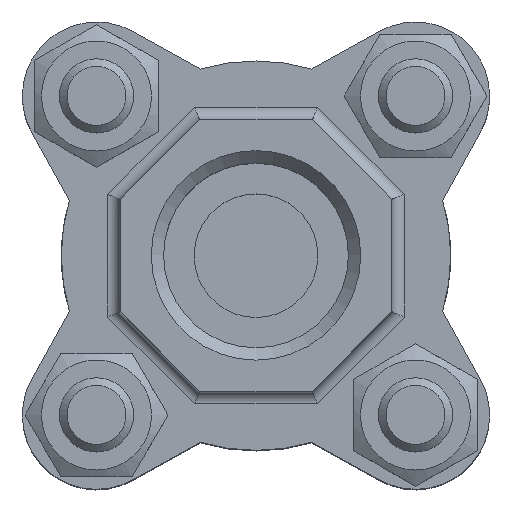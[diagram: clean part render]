
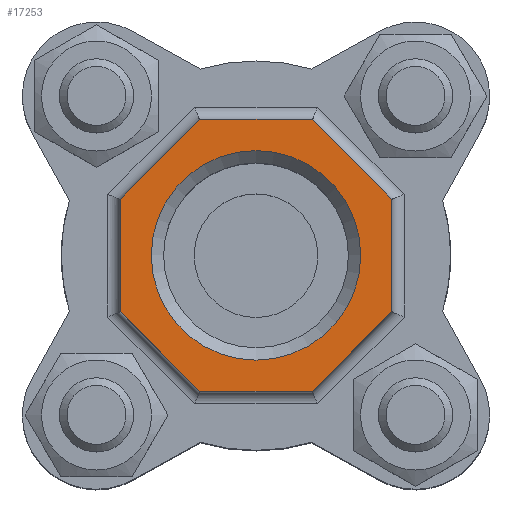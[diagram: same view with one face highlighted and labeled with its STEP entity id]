
A CAD part, top view. The second image highlights one B-rep face of the part: STEP entity #17253.
In plain terms, the highlighted planar face has unit normal (0, 0, 1).
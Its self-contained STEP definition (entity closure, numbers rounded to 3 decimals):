
#269=FACE_BOUND('',#2738,.T.);
#945=PLANE('',#17874);
#1759=FACE_OUTER_BOUND('',#2737,.T.);
#2737=EDGE_LOOP('',(#14318,#14319,#14320,#14321,#14322,#14323,#14324,#14325));
#2738=EDGE_LOOP('',(#14326));
#3077=CIRCLE('',#17868,8.475);
#5057=LINE('',#31300,#6333);
#5058=LINE('',#31302,#6334);
#5059=LINE('',#31304,#6335);
#5060=LINE('',#31306,#6336);
#5061=LINE('',#31308,#6337);
#5062=LINE('',#31310,#6338);
#5063=LINE('',#31312,#6339);
#5064=LINE('',#31313,#6340);
#6333=VECTOR('',#20024,10.);
#6334=VECTOR('',#20025,10.);
#6335=VECTOR('',#20026,10.);
#6336=VECTOR('',#20027,10.);
#6337=VECTOR('',#20028,10.);
#6338=VECTOR('',#20029,10.);
#6339=VECTOR('',#20030,10.);
#6340=VECTOR('',#20031,10.);
#7829=VERTEX_POINT('',#31284);
#7834=VERTEX_POINT('',#31298);
#7835=VERTEX_POINT('',#31299);
#7836=VERTEX_POINT('',#31301);
#7837=VERTEX_POINT('',#31303);
#7838=VERTEX_POINT('',#31305);
#7839=VERTEX_POINT('',#31307);
#7840=VERTEX_POINT('',#31309);
#7841=VERTEX_POINT('',#31311);
#10050=EDGE_CURVE('',#7829,#7829,#3077,.T.);
#10057=EDGE_CURVE('',#7834,#7835,#5057,.T.);
#10058=EDGE_CURVE('',#7835,#7836,#5058,.T.);
#10059=EDGE_CURVE('',#7836,#7837,#5059,.T.);
#10060=EDGE_CURVE('',#7837,#7838,#5060,.T.);
#10061=EDGE_CURVE('',#7838,#7839,#5061,.T.);
#10062=EDGE_CURVE('',#7839,#7840,#5062,.T.);
#10063=EDGE_CURVE('',#7840,#7841,#5063,.T.);
#10064=EDGE_CURVE('',#7841,#7834,#5064,.T.);
#14318=ORIENTED_EDGE('',*,*,#10057,.T.);
#14319=ORIENTED_EDGE('',*,*,#10058,.T.);
#14320=ORIENTED_EDGE('',*,*,#10059,.T.);
#14321=ORIENTED_EDGE('',*,*,#10060,.T.);
#14322=ORIENTED_EDGE('',*,*,#10061,.T.);
#14323=ORIENTED_EDGE('',*,*,#10062,.T.);
#14324=ORIENTED_EDGE('',*,*,#10063,.T.);
#14325=ORIENTED_EDGE('',*,*,#10064,.T.);
#14326=ORIENTED_EDGE('',*,*,#10050,.F.);
#17253=ADVANCED_FACE('',(#1759,#269),#945,.T.);
#17868=AXIS2_PLACEMENT_3D('',#31285,#20008,#20009);
#17874=AXIS2_PLACEMENT_3D('',#31297,#20022,#20023);
#20008=DIRECTION('center_axis',(0.,0.,1.));
#20009=DIRECTION('ref_axis',(1.,0.,0.));
#20022=DIRECTION('center_axis',(0.,0.,1.));
#20023=DIRECTION('ref_axis',(-1.,0.,0.));
#20024=DIRECTION('',(0.,-1.,0.));
#20025=DIRECTION('',(0.707,-0.707,0.));
#20026=DIRECTION('',(1.,0.,0.));
#20027=DIRECTION('',(0.707,0.707,0.));
#20028=DIRECTION('',(0.,1.,0.));
#20029=DIRECTION('',(-0.707,0.707,0.));
#20030=DIRECTION('',(-1.,0.,0.));
#20031=DIRECTION('',(-0.707,-0.707,0.));
#31284=CARTESIAN_POINT('',(-8.475,0.,30.));
#31285=CARTESIAN_POINT('Origin',(0.,0.,30.));
#31297=CARTESIAN_POINT('Origin',(0.,0.,
30.));
#31298=CARTESIAN_POINT('',(-11.,4.556,30.));
#31299=CARTESIAN_POINT('',(-11.,-4.556,30.));
#31300=CARTESIAN_POINT('',(-11.,-4.556,30.));
#31301=CARTESIAN_POINT('',(-4.556,-11.,30.));
#31302=CARTESIAN_POINT('',(-4.556,-11.,30.));
#31303=CARTESIAN_POINT('',(4.556,-11.,30.));
#31304=CARTESIAN_POINT('',(4.556,-11.,30.));
#31305=CARTESIAN_POINT('',(11.,-4.556,30.));
#31306=CARTESIAN_POINT('',(11.,-4.556,30.));
#31307=CARTESIAN_POINT('',(11.,4.556,30.));
#31308=CARTESIAN_POINT('',(11.,4.556,30.));
#31309=CARTESIAN_POINT('',(4.556,11.,30.));
#31310=CARTESIAN_POINT('',(4.556,11.,30.));
#31311=CARTESIAN_POINT('',(-4.556,11.,30.));
#31312=CARTESIAN_POINT('',(-4.556,11.,30.));
#31313=CARTESIAN_POINT('',(-11.,4.556,30.));
